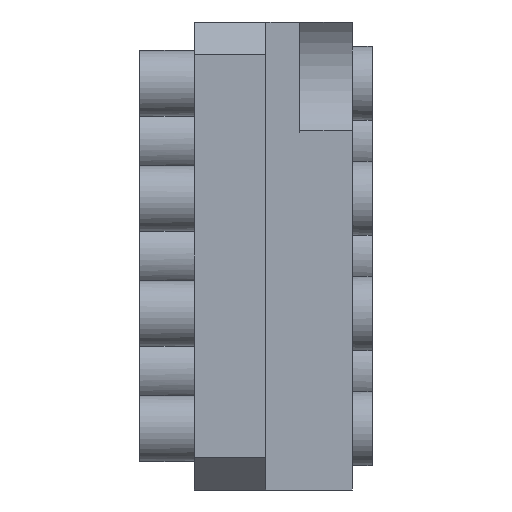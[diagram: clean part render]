
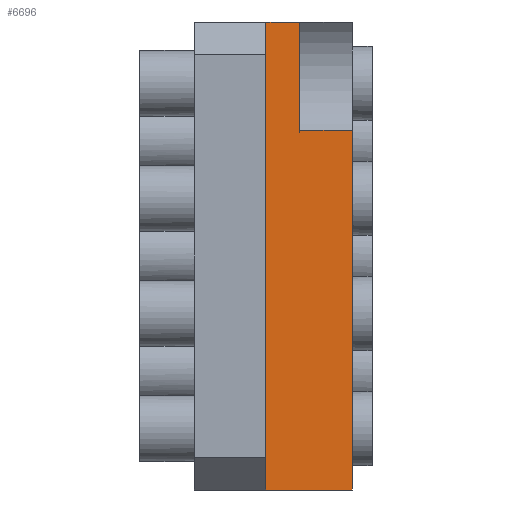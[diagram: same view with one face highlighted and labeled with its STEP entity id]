
A CAD part, left-side view. The second image highlights one B-rep face of the part: STEP entity #6696.
In plain terms, the highlighted planar face has unit normal (-1, 0, 0).
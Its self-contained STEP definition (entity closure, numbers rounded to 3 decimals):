
#738 = CARTESIAN_POINT ( 'NONE',  ( -82.454, 19.952, 14.2 ) ) ;
#1141 = VERTEX_POINT ( 'NONE', #16008 ) ;
#1908 = ORIENTED_EDGE ( 'NONE', *, *, #13937, .T. ) ;
#1948 = CARTESIAN_POINT ( 'NONE',  ( -82.454, 19.952, 14.2 ) ) ;
#2081 = CARTESIAN_POINT ( 'NONE',  ( -82.454, 23.152, 7.618 ) ) ;
#2108 = CARTESIAN_POINT ( 'NONE',  ( -82.454, 23.152, 7.618 ) ) ;
#2326 = CARTESIAN_POINT ( 'NONE',  ( -82.454, 23.152, 14.2 ) ) ;
#3154 = ORIENTED_EDGE ( 'NONE', *, *, #6036, .F. ) ;
#3318 = CARTESIAN_POINT ( 'NONE',  ( -82.454, 19.952, 7.618 ) ) ;
#5152 = ORIENTED_EDGE ( 'NONE', *, *, #14993, .F. ) ;
#6036 = EDGE_CURVE ( 'Defeature ausgef�hrt2_10+Defeature ausgef�hrt2_4+Defeature ausgef�hrt2_9+Defeature ausgef�hrt2_335', #1141, #8530, #11549, .T. ) ;
#6389 = LINE ( 'NONE', #21251, #6754 ) ;
#6696 = ADVANCED_FACE ( 'Defeature ausgef�hrt2_4', ( #9774 ), #11620, .F. ) ;
#6754 = VECTOR ( 'NONE', #12504, 1000. ) ;
#8175 = VECTOR ( 'NONE', #9705, 1000. ) ;
#8530 = VERTEX_POINT ( 'NONE', #2326 ) ;
#9244 = CARTESIAN_POINT ( 'NONE',  ( -82.454, 19.952, -14.2 ) ) ;
#9705 = DIRECTION ( 'NONE',  ( 0., -1., 0. ) ) ;
#9774 = FACE_OUTER_BOUND ( 'NONE', #22259, .T. ) ;
#10012 = EDGE_CURVE ( 'Defeature ausgef�hrt2_2+Defeature ausgef�hrt2_4+Defeature ausgef�hrt2_334+Defeature ausgef�hrt2_11', #17974, #15278, #13764, .T. ) ;
#10040 = DIRECTION ( 'NONE',  ( 0., 0., -1. ) ) ;
#10148 = DIRECTION ( 'NONE',  ( 0., -1., 0. ) ) ;
#11549 = LINE ( 'NONE', #19038, #8175 ) ;
#11620 = PLANE ( 'NONE',  #20998 ) ;
#11831 = VERTEX_POINT ( 'NONE', #2081 ) ;
#11919 = VECTOR ( 'NONE', #10040, 1000. ) ;
#12258 = LINE ( 'NONE', #19730, #11919 ) ;
#12504 = DIRECTION ( 'NONE',  ( 0., 0., -1. ) ) ;
#13120 = DIRECTION ( 'NONE',  ( 0., 0., -1. ) ) ;
#13690 = VECTOR ( 'NONE', #10148, 1000. ) ;
#13764 = LINE ( 'NONE', #738, #19752 ) ;
#13851 = ORIENTED_EDGE ( 'NONE', *, *, #23152, .T. ) ;
#13937 = EDGE_CURVE ( 'Defeature ausgef�hrt2_4+Defeature ausgef�hrt2_11+Defeature ausgef�hrt2_9+Defeature ausgef�hrt2_2', #19934, #15278, #23409, .T. ) ;
#14993 = EDGE_CURVE ( 'Defeature ausgef�hrt2_335+Defeature ausgef�hrt2_4+Defeature ausgef�hrt2_10+Defeature ausgef�hrt2_334', #8530, #11831, #6389, .T. ) ;
#15278 = VERTEX_POINT ( 'NONE', #9244 ) ;
#15421 = ORIENTED_EDGE ( 'NONE', *, *, #10012, .F. ) ;
#15905 = EDGE_CURVE ( 'Defeature ausgef�hrt2_4+Defeature ausgef�hrt2_9+Defeature ausgef�hrt2_10+Defeature ausgef�hrt2_11', #1141, #19934, #12258, .T. ) ;
#16008 = CARTESIAN_POINT ( 'NONE',  ( -82.454, 25.202, 14.2 ) ) ;
#17761 = CARTESIAN_POINT ( 'NONE',  ( -82.454, 19.952, -14.2 ) ) ;
#17974 = VERTEX_POINT ( 'NONE', #3318 ) ;
#18822 = VECTOR ( 'NONE', #22345, 1000. ) ;
#18870 = DIRECTION ( 'NONE',  ( 1., 0., 0. ) ) ;
#19038 = CARTESIAN_POINT ( 'NONE',  ( -82.454, 19.952, 14.2 ) ) ;
#19100 = CARTESIAN_POINT ( 'NONE',  ( -82.454, 25.202, -14.2 ) ) ;
#19730 = CARTESIAN_POINT ( 'NONE',  ( -82.454, 25.202, 14.2 ) ) ;
#19752 = VECTOR ( 'NONE', #23428, 1000. ) ;
#19934 = VERTEX_POINT ( 'NONE', #19100 ) ;
#20518 = LINE ( 'NONE', #2108, #18822 ) ;
#20998 = AXIS2_PLACEMENT_3D ( 'NONE', #1948, #18870, #13120 ) ;
#21251 = CARTESIAN_POINT ( 'NONE',  ( -82.454, 23.152, 14.2 ) ) ;
#22259 = EDGE_LOOP ( 'NONE', ( #15421, #13851, #5152, #3154, #23106, #1908 ) ) ;
#22345 = DIRECTION ( 'NONE',  ( 0., 1., 0. ) ) ;
#23106 = ORIENTED_EDGE ( 'NONE', *, *, #15905, .T. ) ;
#23152 = EDGE_CURVE ( 'Defeature ausgef�hrt2_4+Defeature ausgef�hrt2_334+Defeature ausgef�hrt2_2+Defeature ausgef�hrt2_335', #17974, #11831, #20518, .T. ) ;
#23409 = LINE ( 'NONE', #17761, #13690 ) ;
#23428 = DIRECTION ( 'NONE',  ( 0., 0., -1. ) ) ;
